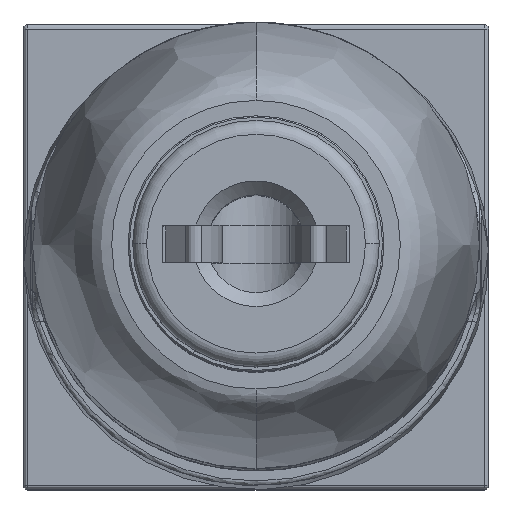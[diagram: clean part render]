
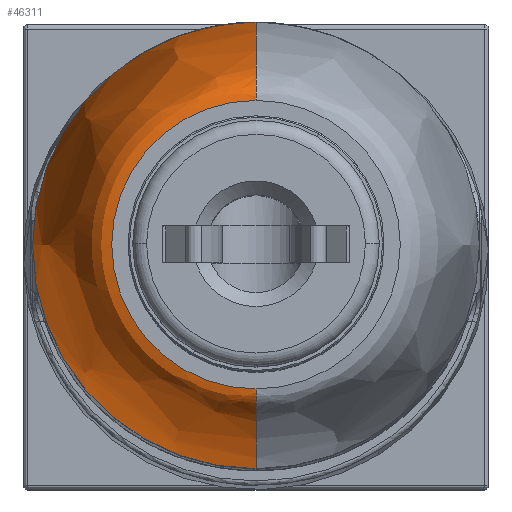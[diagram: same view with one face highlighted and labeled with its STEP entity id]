
A CAD part, top view. The second image highlights one B-rep face of the part: STEP entity #46311.
In plain terms, the highlighted free-form (B-spline) face has degree [3, 3] with [6, 4] control points.
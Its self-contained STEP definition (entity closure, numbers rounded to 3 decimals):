
#411 = CARTESIAN_POINT ( 'NONE',  ( 13.398, -4.8, -9.6 ) ) ;
#484 =( BOUNDED_SURFACE ( )  B_SPLINE_SURFACE ( 3, 3, ( 
 ( #22454, #26268, #44628, #37423 ),
 ( #573, #22309, #411, #11731 ),
 ( #37263, #15359, #4562, #18662 ),
 ( #29646, #7914, #19282, #44159 ),
 ( #4088, #33762, #4403, #40880 ),
 ( #732, #33600, #15670, #41021 ) ),
 .UNSPECIFIED., .F., .F., .F. ) 
 B_SPLINE_SURFACE_WITH_KNOTS ( ( 4, 1, 1, 4 ),
 ( 4, 4 ),
 ( 0., 0.429, 0.529, 1. ),
 ( 0., 1. ),
 .UNSPECIFIED. ) 
 GEOMETRIC_REPRESENTATION_ITEM ( )  RATIONAL_B_SPLINE_SURFACE ( (
 ( 1., 0.333, 0.333, 1.),
 ( 1., 0.333, 0.333, 1.),
 ( 1., 0.333, 0.333, 1.),
 ( 1., 0.333, 0.333, 1.),
 ( 1., 0.333, 0.333, 1.),
 ( 1., 0.333, 0.333, 1.) ) ) 
 REPRESENTATION_ITEM ( '' )  SURFACE ( )  );
#573 = CARTESIAN_POINT ( 'NONE',  ( 13.398, 4.8, 0. ) ) ;
#732 = CARTESIAN_POINT ( 'NONE',  ( 4.822, 3.1, 0. ) ) ;
#1544 = EDGE_CURVE ( 'NONE', #28730, #46727, #4136, .T. ) ;
#2147 = ORIENTED_EDGE ( 'NONE', *, *, #32945, .F. ) ;
#2345 = CARTESIAN_POINT ( 'NONE',  ( 4.822, 3.1, 0. ) ) ;
#2844 = CARTESIAN_POINT ( 'NONE',  ( 13.822, 0., 0. ) ) ;
#4088 = CARTESIAN_POINT ( 'NONE',  ( 4.822, 3.71, 0. ) ) ;
#4136 = CIRCLE ( 'NONE', #9587, 4.8 ) ;
#4403 = CARTESIAN_POINT ( 'NONE',  ( 4.822, -3.71, -7.421 ) ) ;
#4562 = CARTESIAN_POINT ( 'NONE',  ( 10.153, -4.759, -9.518 ) ) ;
#4871 = FACE_OUTER_BOUND ( 'NONE', #34315, .T. ) ;
#5067 = CARTESIAN_POINT ( 'NONE',  ( 6.753, -4.294, 0. ) ) ;
#5730 = CARTESIAN_POINT ( 'NONE',  ( 13.822, 4.8, 0. ) ) ;
#6216 = VERTEX_POINT ( 'NONE', #17524 ) ;
#7914 = CARTESIAN_POINT ( 'NONE',  ( 6.753, 4.294, -8.588 ) ) ;
#9587 = AXIS2_PLACEMENT_3D ( 'NONE', #2844, #17431, #31423 ) ;
#11731 = CARTESIAN_POINT ( 'NONE',  ( 13.398, -4.8, 0. ) ) ;
#12713 = CARTESIAN_POINT ( 'NONE',  ( 10.153, -4.759, 0. ) ) ;
#12813 = CARTESIAN_POINT ( 'NONE',  ( 4.822, 3.1, 0. ) ) ;
#13628 = CARTESIAN_POINT ( 'NONE',  ( 13.822, 0., 0. ) ) ;
#15359 = CARTESIAN_POINT ( 'NONE',  ( 10.153, 4.759, -9.518 ) ) ;
#15406 = CIRCLE ( 'NONE', #24872, 3.1 ) ;
#15459 = VERTEX_POINT ( 'NONE', #41990 ) ;
#15670 = CARTESIAN_POINT ( 'NONE',  ( 4.822, -3.1, -6.2 ) ) ;
#15854 = CARTESIAN_POINT ( 'NONE',  ( 13.398, -4.8, 0. ) ) ;
#17431 = DIRECTION ( 'NONE',  ( -1., 0., 0. ) ) ;
#17524 = CARTESIAN_POINT ( 'NONE',  ( 13.822, -4.8, 0. ) ) ;
#17537 = DIRECTION ( 'NONE',  ( 0., 0., 1. ) ) ;
#18662 = CARTESIAN_POINT ( 'NONE',  ( 10.153, -4.759, 0. ) ) ;
#19282 = CARTESIAN_POINT ( 'NONE',  ( 6.753, -4.294, -8.588 ) ) ;
#20100 = CARTESIAN_POINT ( 'NONE',  ( 4.822, -3.71, 0. ) ) ;
#22136 = EDGE_CURVE ( 'NONE', #33756, #15459, #15406, .T. ) ;
#22309 = CARTESIAN_POINT ( 'NONE',  ( 13.398, 4.8, -9.6 ) ) ;
#22454 = CARTESIAN_POINT ( 'NONE',  ( 13.822, 4.8, 0. ) ) ;
#23917 = CARTESIAN_POINT ( 'NONE',  ( 13.398, 4.8, 0. ) ) ;
#24077 = CARTESIAN_POINT ( 'NONE',  ( 4.822, 3.71, 0. ) ) ;
#24348 = DIRECTION ( 'NONE',  ( -1., 0., 0. ) ) ;
#24872 = AXIS2_PLACEMENT_3D ( 'NONE', #32156, #39128, #17537 ) ;
#24877 = CARTESIAN_POINT ( 'NONE',  ( 13.822, 0., -4.8 ) ) ;
#26268 = CARTESIAN_POINT ( 'NONE',  ( 13.822, 4.8, -9.6 ) ) ;
#26465 = ORIENTED_EDGE ( 'NONE', *, *, #1544, .T. ) ;
#28730 = VERTEX_POINT ( 'NONE', #34678 ) ;
#29646 = CARTESIAN_POINT ( 'NONE',  ( 6.753, 4.294, 0. ) ) ;
#29713 = B_SPLINE_CURVE_WITH_KNOTS ( 'NONE', 3,
 ( #38224, #15854, #12713, #5067, #20100, #30602 ),
 .UNSPECIFIED., .F., .F.,
 ( 4, 1, 1, 4 ),
 ( 0., 0.429, 0.529, 1. ),
 .UNSPECIFIED. ) ;
#29987 = ORIENTED_EDGE ( 'NONE', *, *, #31027, .T. ) ;
#30602 = CARTESIAN_POINT ( 'NONE',  ( 4.822, -3.1, 0. ) ) ;
#30915 = EDGE_CURVE ( 'NONE', #6216, #15459, #29713, .T. ) ;
#31027 = EDGE_CURVE ( 'NONE', #46727, #6216, #42906, .T. ) ;
#31423 = DIRECTION ( 'NONE',  ( 0., 0., 1. ) ) ;
#32156 = CARTESIAN_POINT ( 'NONE',  ( 4.822, 0., 0. ) ) ;
#32945 = EDGE_CURVE ( 'NONE', #28730, #33756, #36389, .T. ) ;
#33600 = CARTESIAN_POINT ( 'NONE',  ( 4.822, 3.1, -6.2 ) ) ;
#33756 = VERTEX_POINT ( 'NONE', #12813 ) ;
#33762 = CARTESIAN_POINT ( 'NONE',  ( 4.822, 3.71, -7.421 ) ) ;
#34315 = EDGE_LOOP ( 'NONE', ( #29987, #40612, #39277, #2147, #26465 ) ) ;
#34678 = CARTESIAN_POINT ( 'NONE',  ( 13.822, 4.8, 0. ) ) ;
#34923 = CARTESIAN_POINT ( 'NONE',  ( 10.153, 4.759, 0. ) ) ;
#35197 = DIRECTION ( 'NONE',  ( 0., 0., 1. ) ) ;
#36389 = B_SPLINE_CURVE_WITH_KNOTS ( 'NONE', 3,
 ( #5730, #23917, #34923, #45780, #24077, #2345 ),
 .UNSPECIFIED., .F., .F.,
 ( 4, 1, 1, 4 ),
 ( 0., 0.429, 0.529, 1. ),
 .UNSPECIFIED. ) ;
#37263 = CARTESIAN_POINT ( 'NONE',  ( 10.153, 4.759, 0. ) ) ;
#37423 = CARTESIAN_POINT ( 'NONE',  ( 13.822, -4.8, 0. ) ) ;
#38224 = CARTESIAN_POINT ( 'NONE',  ( 13.822, -4.8, 0. ) ) ;
#39128 = DIRECTION ( 'NONE',  ( -1., 0., 0. ) ) ;
#39277 = ORIENTED_EDGE ( 'NONE', *, *, #22136, .F. ) ;
#40399 = AXIS2_PLACEMENT_3D ( 'NONE', #13628, #24348, #35197 ) ;
#40612 = ORIENTED_EDGE ( 'NONE', *, *, #30915, .T. ) ;
#40880 = CARTESIAN_POINT ( 'NONE',  ( 4.822, -3.71, 0. ) ) ;
#41021 = CARTESIAN_POINT ( 'NONE',  ( 4.822, -3.1, 0. ) ) ;
#41990 = CARTESIAN_POINT ( 'NONE',  ( 4.822, -3.1, 0. ) ) ;
#42906 = CIRCLE ( 'NONE', #40399, 4.8 ) ;
#44159 = CARTESIAN_POINT ( 'NONE',  ( 6.753, -4.294, 0. ) ) ;
#44628 = CARTESIAN_POINT ( 'NONE',  ( 13.822, -4.8, -9.6 ) ) ;
#45780 = CARTESIAN_POINT ( 'NONE',  ( 6.753, 4.294, 0. ) ) ;
#46311 = ADVANCED_FACE ( 'NONE', ( #4871 ), #484, .F. ) ;
#46727 = VERTEX_POINT ( 'NONE', #24877 ) ;
